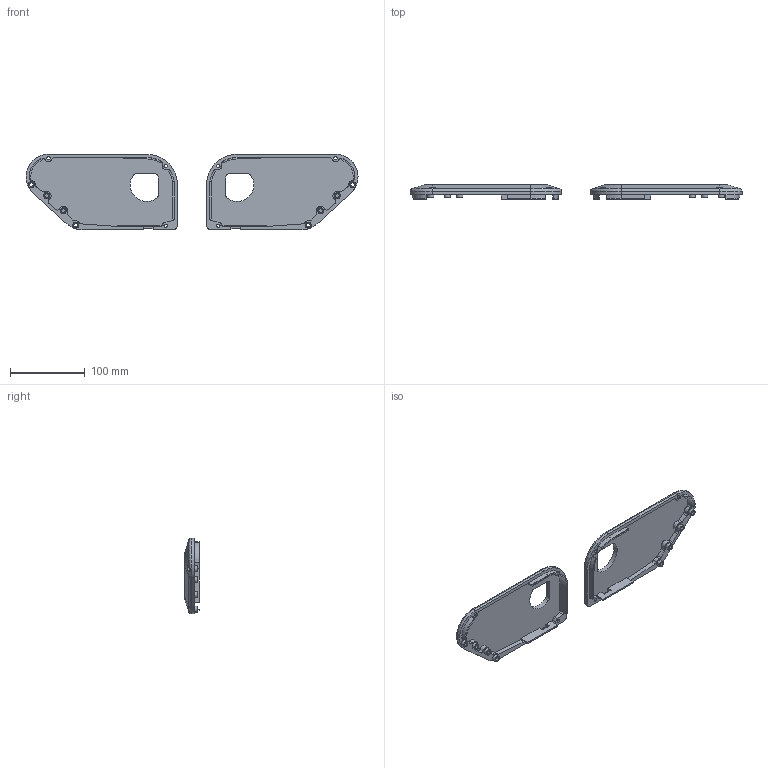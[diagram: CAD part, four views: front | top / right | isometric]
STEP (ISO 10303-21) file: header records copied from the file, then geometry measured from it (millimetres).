
FILE_DESCRIPTION(/* description */ ('STEP AP242','CAx-IF Rec.Pracs.---Representation and Presentation of Product Manufacturing Information (PMI)---4.0---2014-10-13','CAx-IF Rec.Pracs.---3D Tessellated Geometry---0.4---2014-09-14','2;1'),/* implementation_level */ '2;1');
FILE_NAME(/* name */ '667dcf90e3a6775cdf3a25b2',/* time_stamp */ '2024-06-27T20:46:09Z',/* author */ (''),/* organization */ (''),/* preprocessor_version */ 'ST-DEVELOPER v20',/* originating_system */ ' ',/* authorisation */ ' ');
FILE_SCHEMA (('AP242_MANAGED_MODEL_BASED_3D_ENGINEERING_MIM_LF { 1 0 10303 442 1 1 4 }'));
Length unit declared in the file: metre
Products named in the file (2): B - mk4nTopCover; A - mk4nTopCover
Bounding box: 443.72 x 19.37 x 100.84 mm (x, y, z)
Volume: 194270.5 mm3; surface area: 93407.8 mm2
Topology: 2 solids, 2 shells, 484 faces, 1328 edges, 870 vertices
Faces by surface type: plane 234, cylinder 218, bspline 14, cone 12, torus 6
Full cylindrical faces by diameter (mm): 4.496 x6, 5.105 x8, 7.62 x10, 8.128 x8
Entity records: 15865 total; most frequent: CARTESIAN_POINT 3378, DIRECTION 2636, ORIENTED_EDGE 2572, EDGE_CURVE 1286, AXIS2_PLACEMENT_3D 934, VERTEX_POINT 860, LINE 768, VECTOR 768
